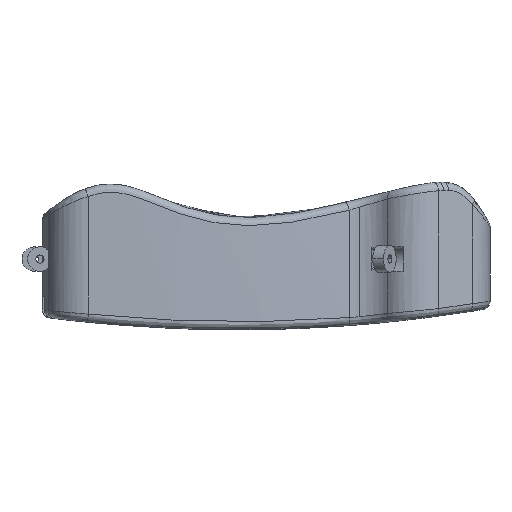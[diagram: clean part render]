
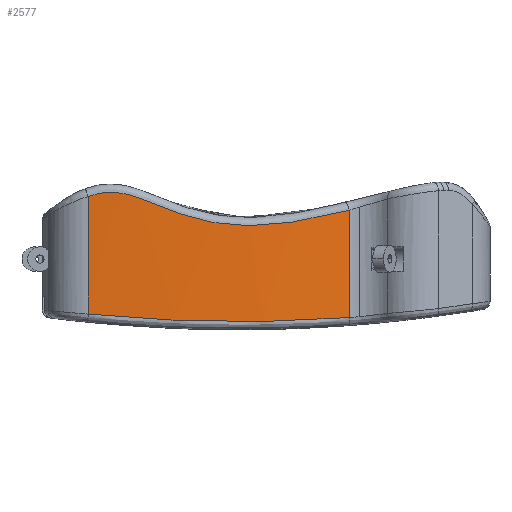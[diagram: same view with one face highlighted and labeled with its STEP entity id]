
A CAD part, left-side view. The second image highlights one B-rep face of the part: STEP entity #2577.
In plain terms, the highlighted free-form (B-spline) face has degree [3, 1] with [4, 2] control points.
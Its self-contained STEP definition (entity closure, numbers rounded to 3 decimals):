
#8 = VECTOR ( 'NONE', #4438, 1000. ) ;
#35 = CARTESIAN_POINT ( 'NONE',  ( -37.044, -20.429, -13.266 ) ) ;
#202 = CARTESIAN_POINT ( 'NONE',  ( -37.377, -19.119, 12.806 ) ) ;
#237 = CARTESIAN_POINT ( 'NONE',  ( -45.898, 43.708, -12.413 ) ) ;
#289 = CARTESIAN_POINT ( 'NONE',  ( -43.415, 12.508, 9.996 ) ) ;
#340 = CARTESIAN_POINT ( 'NONE',  ( -44.448, 21.204, 12.231 ) ) ;
#475 = CARTESIAN_POINT ( 'NONE',  ( -45.898, 43.708, -14.465 ) ) ;
#539 = VERTEX_POINT ( 'NONE', #237 ) ;
#566 = ORIENTED_EDGE ( 'NONE', *, *, #7858, .T. ) ;
#729 = CARTESIAN_POINT ( 'NONE',  ( -39.524, -9.911, -13.903 ) ) ;
#885 = CARTESIAN_POINT ( 'NONE',  ( -41.869, 2.323, 9.318 ) ) ;
#937 = CARTESIAN_POINT ( 'NONE',  ( -37.702, -17.802, 12.493 ) ) ;
#985 = CARTESIAN_POINT ( 'NONE',  ( -44.824, 25.089, 13.693 ) ) ;
#1072 = VERTEX_POINT ( 'NONE', #5345 ) ;
#1081 = CARTESIAN_POINT ( 'NONE',  ( -45.708, 38.298, 17.558 ) ) ;
#1275 = EDGE_CURVE ( 'NONE', #9218, #1072, #6187, .T. ) ;
#1434 = CARTESIAN_POINT ( 'NONE',  ( -43.634, 14.084, -14.208 ) ) ;
#1744 = CARTESIAN_POINT ( 'NONE',  ( -45.589, 35.875, 17.362 ) ) ;
#1790 = CARTESIAN_POINT ( 'NONE',  ( -45.861, 42.384, 16.957 ) ) ;
#1841 = CARTESIAN_POINT ( 'NONE',  ( -40.36, -5.831, 10.079 ) ) ;
#1884 = CARTESIAN_POINT ( 'NONE',  ( -42.894, 8.72, -14.276 ) ) ;
#2101 = CARTESIAN_POINT ( 'NONE',  ( -45.757, 38.318, -12.954 ) ) ;
#2148 = CARTESIAN_POINT ( 'NONE',  ( -44.811, 24.844, -13.835 ) ) ;
#2232 = CARTESIAN_POINT ( 'NONE',  ( -37.044, -20.429, -14.465 ) ) ;
#2363 = CARTESIAN_POINT ( 'NONE',  ( -40.888, -3.123, 9.717 ) ) ;
#2445 = CARTESIAN_POINT ( 'NONE',  ( -45.898, 43.708, 16.506 ) ) ;
#2501 = CARTESIAN_POINT ( 'NONE',  ( -45.792, 40.355, 17.401 ) ) ;
#2551 = EDGE_CURVE ( 'NONE', #539, #9218, #9260, .T. ) ;
#2577 = ADVANCED_FACE ( 'NONE', ( #6900 ), #2940, .T. ) ;
#2592 = CARTESIAN_POINT ( 'NONE',  ( -45.898, 43.708, -12.413 ) ) ;
#2602 = ORIENTED_EDGE ( 'NONE', *, *, #5865, .T. ) ;
#2658 = ORIENTED_EDGE ( 'NONE', *, *, #2551, .T. ) ;
#2940 = B_SPLINE_SURFACE_WITH_KNOTS ( 'NONE', 3, 1, ( 
 ( #475, #3337 ),
 ( #4474, #7287 ),
 ( #5190, #8648 ),
 ( #2232, #5892 ) ),
 .UNSPECIFIED., .F., .F., .F.,
 ( 4, 4 ),
 ( 2, 2 ),
 ( 0.097, 0.913 ),
 ( 0., 1. ),
 .UNSPECIFIED. ) ;
#3116 = CARTESIAN_POINT ( 'NONE',  ( -43.765, 15.219, 10.526 ) ) ;
#3158 = CARTESIAN_POINT ( 'NONE',  ( -45.498, 34.173, 17.068 ) ) ;
#3208 = CARTESIAN_POINT ( 'NONE',  ( -44.012, 17.242, 11.009 ) ) ;
#3232 = CARTESIAN_POINT ( 'NONE',  ( -45.898, 43.708, 20. ) ) ;
#3253 = CARTESIAN_POINT ( 'NONE',  ( -40.088, -7.176, 10.296 ) ) ;
#3337 = CARTESIAN_POINT ( 'NONE',  ( -45.898, 43.708, 17.823 ) ) ;
#3565 = CARTESIAN_POINT ( 'NONE',  ( -37.044, -20.429, -13.266 ) ) ;
#3768 = CARTESIAN_POINT ( 'NONE',  ( -42.544, 6.402, 9.297 ) ) ;
#3797 = LINE ( 'NONE', #3232, #8 ) ;
#3821 = CARTESIAN_POINT ( 'NONE',  ( -42.953, 9.118, 9.479 ) ) ;
#3862 = CARTESIAN_POINT ( 'NONE',  ( -44.936, 26.371, 14.219 ) ) ;
#3903 = CARTESIAN_POINT ( 'NONE',  ( -43.505, 13.185, 10.114 ) ) ;
#4041 = CARTESIAN_POINT ( 'NONE',  ( -42.487, 6.041, -14.281 ) ) ;
#4297 = CARTESIAN_POINT ( 'NONE',  ( -41.598, 0.701, -14.232 ) ) ;
#4438 = DIRECTION ( 'NONE',  ( 0., 0., -1. ) ) ;
#4474 = CARTESIAN_POINT ( 'NONE',  ( -45.329, 21.986, -14.465 ) ) ;
#4594 = CARTESIAN_POINT ( 'NONE',  ( -45.607, 36.218, 17.411 ) ) ;
#4643 = CARTESIAN_POINT ( 'NONE',  ( -45.881, 43.053, 16.749 ) ) ;
#4714 = VERTEX_POINT ( 'NONE', #2445 ) ;
#4939 = EDGE_LOOP ( 'NONE', ( #2602, #2658, #5424, #566 ) ) ;
#5005 = CARTESIAN_POINT ( 'NONE',  ( -44.554, 22.149, -13.958 ) ) ;
#5190 = CARTESIAN_POINT ( 'NONE',  ( -42.379, 0.551, -14.465 ) ) ;
#5219 = CARTESIAN_POINT ( 'NONE',  ( -38.334, -15.164, 11.886 ) ) ;
#5265 = CARTESIAN_POINT ( 'NONE',  ( -41.634, 0.963, 9.374 ) ) ;
#5314 = CARTESIAN_POINT ( 'NONE',  ( -39.526, -9.854, 10.775 ) ) ;
#5345 = CARTESIAN_POINT ( 'NONE',  ( -37.044, -20.429, 13.124 ) ) ;
#5361 = CARTESIAN_POINT ( 'NONE',  ( -45.24, 30.231, 15.776 ) ) ;
#5424 = ORIENTED_EDGE ( 'NONE', *, *, #1275, .T. ) ;
#5487 = CARTESIAN_POINT ( 'NONE',  ( -37.044, -20.429, -20. ) ) ;
#5664 = B_SPLINE_CURVE_WITH_KNOTS ( 'NONE', 3,
 ( #8775, #202, #937, #5219, #7314, #8253, #5314, #3253, #1841, #2363, #7409, #5265, #885, #3768, #3821, #289, #3903, #8062, #3116, #3208, #8817, #340, #8113, #985, #3862, #8158, #5361, #6721, #3158, #1744, #4594, #6766, #6062, #1081, #8913, #2501, #8205, #1790, #4643, #7506 ),
 .UNSPECIFIED., .F., .F.,
 ( 4, 2, 2, 2, 2, 2, 2, 2, 2, 2, 2, 2, 2, 2, 2, 2, 2, 2, 2, 4 ),
 ( 0., 0.004, 0.008, 0.012, 0.017, 0.021, 0.025, 0.033, 0.035, 0.037, 0.042, 0.046, 0.05, 0.054, 0.058, 0.059, 0.06, 0.062, 0.065, 0.067 ),
 .UNSPECIFIED. ) ;
#5865 = EDGE_CURVE ( 'NONE', #4714, #539, #3797, .T. ) ;
#5892 = CARTESIAN_POINT ( 'NONE',  ( -37.044, -20.429, 17.823 ) ) ;
#6062 = CARTESIAN_POINT ( 'NONE',  ( -45.659, 37.258, 17.514 ) ) ;
#6149 = CARTESIAN_POINT ( 'NONE',  ( -40.635, -4.622, -14.125 ) ) ;
#6187 = LINE ( 'NONE', #5487, #7672 ) ;
#6458 = CARTESIAN_POINT ( 'NONE',  ( -37.709, -17.812, -13.459 ) ) ;
#6721 = CARTESIAN_POINT ( 'NONE',  ( -45.417, 32.848, 16.681 ) ) ;
#6766 = CARTESIAN_POINT ( 'NONE',  ( -45.642, 36.908, 17.487 ) ) ;
#6900 = FACE_OUTER_BOUND ( 'NONE', #4939, .T. ) ;
#7287 = CARTESIAN_POINT ( 'NONE',  ( -45.329, 21.986, 17.823 ) ) ;
#7314 = CARTESIAN_POINT ( 'NONE',  ( -38.641, -13.842, 11.593 ) ) ;
#7409 = CARTESIAN_POINT ( 'NONE',  ( -41.144, -1.759, 9.573 ) ) ;
#7506 = CARTESIAN_POINT ( 'NONE',  ( -45.898, 43.708, 16.506 ) ) ;
#7672 = VECTOR ( 'NONE', #8332, 1000. ) ;
#7811 = CARTESIAN_POINT ( 'NONE',  ( -45.469, 32.929, -13.378 ) ) ;
#7857 = CARTESIAN_POINT ( 'NONE',  ( -43.965, 16.77, -14.144 ) ) ;
#7858 = EDGE_CURVE ( 'NONE', #1072, #4714, #5664, .T. ) ;
#7899 = CARTESIAN_POINT ( 'NONE',  ( -38.339, -15.183, -13.626 ) ) ;
#8062 = CARTESIAN_POINT ( 'NONE',  ( -43.68, 14.54, 10.379 ) ) ;
#8113 = CARTESIAN_POINT ( 'NONE',  ( -44.58, 22.505, 12.7 ) ) ;
#8158 = CARTESIAN_POINT ( 'NONE',  ( -45.144, 28.942, 15.26 ) ) ;
#8205 = CARTESIAN_POINT ( 'NONE',  ( -45.817, 41.034, 17.283 ) ) ;
#8253 = CARTESIAN_POINT ( 'NONE',  ( -39.237, -11.187, 11.037 ) ) ;
#8332 = DIRECTION ( 'NONE',  ( 0., 0., 1. ) ) ;
#8648 = CARTESIAN_POINT ( 'NONE',  ( -42.379, 0.551, 17.823 ) ) ;
#8775 = CARTESIAN_POINT ( 'NONE',  ( -37.044, -20.429, 13.124 ) ) ;
#8817 = CARTESIAN_POINT ( 'NONE',  ( -44.164, 18.573, 11.386 ) ) ;
#8913 = CARTESIAN_POINT ( 'NONE',  ( -45.738, 38.987, 17.539 ) ) ;
#9218 = VERTEX_POINT ( 'NONE', #3565 ) ;
#9260 = B_SPLINE_CURVE_WITH_KNOTS ( 'NONE', 3,
 ( #2592, #2101, #7811, #2148, #5005, #7857, #1434, #1884, #4041, #4297, #6149, #729, #7899, #6458, #35 ),
 .UNSPECIFIED., .F., .F.,
 ( 4, 2, 2, 2, 2, 1, 2, 4 ),
 ( 0., 0.016, 0.024, 0.032, 0.041, 0.049, 0.057, 0.065 ),
 .UNSPECIFIED. ) ;
